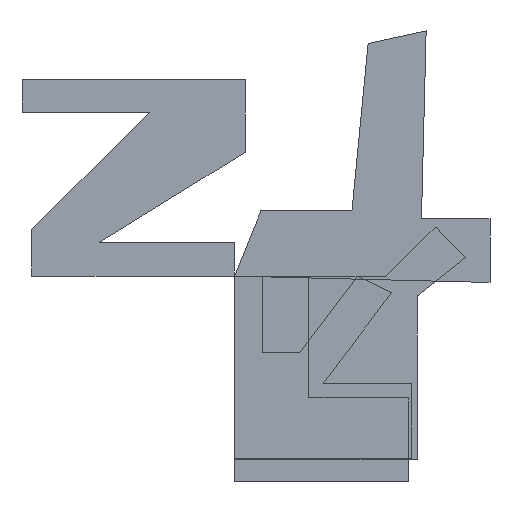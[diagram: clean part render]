
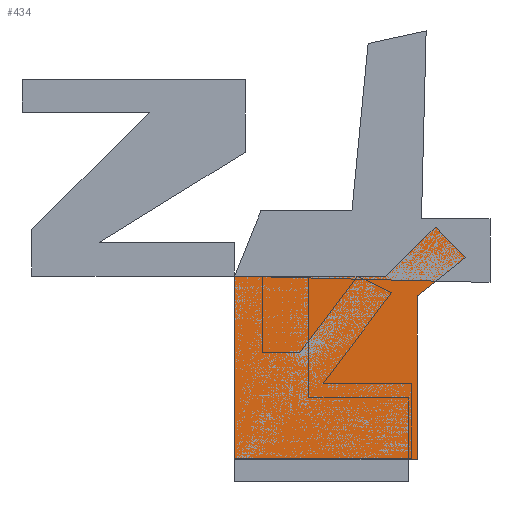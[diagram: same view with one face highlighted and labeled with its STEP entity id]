
A CAD part, front view. The second image highlights one B-rep face of the part: STEP entity #434.
In plain terms, the highlighted planar face has unit normal (0, -1, 0).
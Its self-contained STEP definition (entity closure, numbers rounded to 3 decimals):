
#60 = CARTESIAN_POINT ( 'NONE',  ( 0., 0., -46.881 ) ) ;
#82 = DIRECTION ( 'NONE',  ( 1., 0., 0. ) ) ;
#123 = DIRECTION ( 'NONE',  ( -0.72, 0., -0.694 ) ) ;
#236 = VERTEX_POINT ( 'NONE', #1324 ) ;
#239 = CARTESIAN_POINT ( 'NONE',  ( 0., 0., 0. ) ) ;
#250 = DIRECTION ( 'NONE',  ( 0., -1., 0. ) ) ;
#251 = EDGE_CURVE ( 'NONE', #1501, #2338, #1884, .T. ) ;
#267 = DIRECTION ( 'NONE',  ( 0., 0., -1. ) ) ;
#339 = VECTOR ( 'NONE', #1749, 1000. ) ;
#396 = ORIENTED_EDGE ( 'NONE', *, *, #1925, .T. ) ;
#434 = ADVANCED_FACE ( 'NONE', ( #1122 ), #628, .T. ) ;
#465 = CARTESIAN_POINT ( 'NONE',  ( 0., 0., -46.881 ) ) ;
#499 = VERTEX_POINT ( 'NONE', #957 ) ;
#548 = AXIS2_PLACEMENT_3D ( 'NONE', #239, #250, #267 ) ;
#561 = CARTESIAN_POINT ( 'NONE',  ( 46.745, 0., -5.057 ) ) ;
#574 = VECTOR ( 'NONE', #123, 1000. ) ;
#628 = PLANE ( 'NONE',  #548 ) ;
#647 = DIRECTION ( 'NONE',  ( 0., 0., -1. ) ) ;
#708 = EDGE_CURVE ( 'NONE', #2004, #236, #2144, .T. ) ;
#728 = ORIENTED_EDGE ( 'NONE', *, *, #2373, .T. ) ;
#775 = ORIENTED_EDGE ( 'NONE', *, *, #1905, .T. ) ;
#790 = LINE ( 'NONE', #1256, #2467 ) ;
#824 = ORIENTED_EDGE ( 'NONE', *, *, #2306, .T. ) ;
#939 = VERTEX_POINT ( 'NONE', #1700 ) ;
#957 = CARTESIAN_POINT ( 'NONE',  ( 59.046, 0., 4.784 ) ) ;
#1108 = VECTOR ( 'NONE', #2131, 1000. ) ;
#1122 = FACE_OUTER_BOUND ( 'NONE', #2068, .T. ) ;
#1207 = ORIENTED_EDGE ( 'NONE', *, *, #708, .T. ) ;
#1256 = CARTESIAN_POINT ( 'NONE',  ( 46.745, 0., 0. ) ) ;
#1324 = CARTESIAN_POINT ( 'NONE',  ( 46.745, 0., -46.881 ) ) ;
#1347 = CARTESIAN_POINT ( 'NONE',  ( 51.562, 0., 12.552 ) ) ;
#1370 = ORIENTED_EDGE ( 'NONE', *, *, #251, .T. ) ;
#1441 = EDGE_CURVE ( 'NONE', #499, #1501, #1833, .T. ) ;
#1464 = CARTESIAN_POINT ( 'NONE',  ( 0., 0., 0. ) ) ;
#1476 = DIRECTION ( 'NONE',  ( -1., 0., 0. ) ) ;
#1501 = VERTEX_POINT ( 'NONE', #1724 ) ;
#1700 = CARTESIAN_POINT ( 'NONE',  ( 0., 0., 0. ) ) ;
#1724 = CARTESIAN_POINT ( 'NONE',  ( 51.562, 0., 12.552 ) ) ;
#1749 = DIRECTION ( 'NONE',  ( 0.781, 0., 0.625 ) ) ;
#1833 = LINE ( 'NONE', #2041, #1108 ) ;
#1884 = LINE ( 'NONE', #1347, #574 ) ;
#1905 = EDGE_CURVE ( 'NONE', #2294, #499, #1926, .T. ) ;
#1925 = EDGE_CURVE ( 'NONE', #939, #2004, #2380, .T. ) ;
#1926 = LINE ( 'NONE', #561, #339 ) ;
#1978 = LINE ( 'NONE', #2520, #2546 ) ;
#2004 = VERTEX_POINT ( 'NONE', #465 ) ;
#2041 = CARTESIAN_POINT ( 'NONE',  ( 59.046, 0., 4.784 ) ) ;
#2068 = EDGE_LOOP ( 'NONE', ( #2553, #1370, #728, #396, #1207, #824, #775 ) ) ;
#2073 = DIRECTION ( 'NONE',  ( 0., 0., 1. ) ) ;
#2131 = DIRECTION ( 'NONE',  ( -0.694, 0., 0.72 ) ) ;
#2144 = LINE ( 'NONE', #60, #2234 ) ;
#2234 = VECTOR ( 'NONE', #82, 1000. ) ;
#2294 = VERTEX_POINT ( 'NONE', #2372 ) ;
#2306 = EDGE_CURVE ( 'NONE', #236, #2294, #790, .T. ) ;
#2338 = VERTEX_POINT ( 'NONE', #2361 ) ;
#2361 = CARTESIAN_POINT ( 'NONE',  ( 38.533, 0., 0. ) ) ;
#2372 = CARTESIAN_POINT ( 'NONE',  ( 46.745, 0., -5.057 ) ) ;
#2373 = EDGE_CURVE ( 'NONE', #2338, #939, #1978, .T. ) ;
#2380 = LINE ( 'NONE', #1464, #2521 ) ;
#2467 = VECTOR ( 'NONE', #2073, 1000. ) ;
#2520 = CARTESIAN_POINT ( 'NONE',  ( 0., 0., 0. ) ) ;
#2521 = VECTOR ( 'NONE', #647, 1000. ) ;
#2546 = VECTOR ( 'NONE', #1476, 1000. ) ;
#2553 = ORIENTED_EDGE ( 'NONE', *, *, #1441, .T. ) ;
